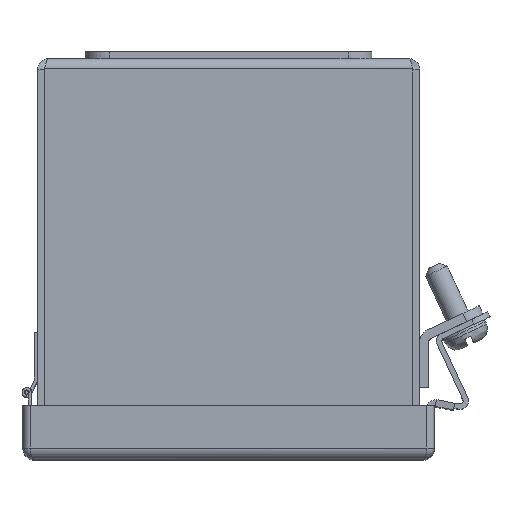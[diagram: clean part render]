
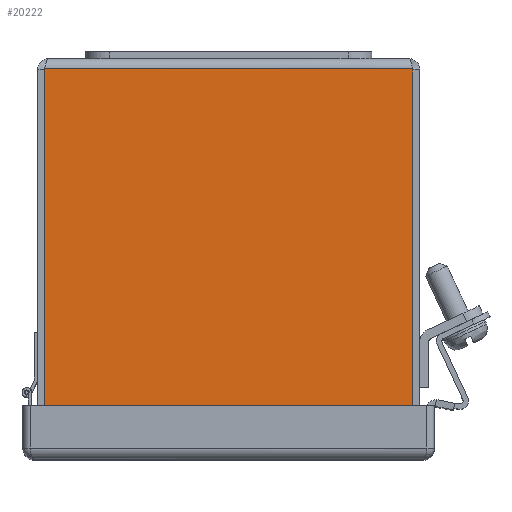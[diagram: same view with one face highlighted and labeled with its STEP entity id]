
A CAD part, top view. The second image highlights one B-rep face of the part: STEP entity #20222.
In plain terms, the highlighted planar face has unit normal (0, 0, 1).
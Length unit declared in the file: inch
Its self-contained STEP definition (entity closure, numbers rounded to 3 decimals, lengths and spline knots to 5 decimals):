
#251 = EDGE_LOOP ( 'NONE', ( #6977, #21355, #1310, #17252, #4803, #21831 ) ) ;
#449 = VECTOR ( 'NONE', #1691, 39.37008 ) ;
#683 = VERTEX_POINT ( 'NONE', #15151 ) ;
#1310 = ORIENTED_EDGE ( 'NONE', *, *, #20069, .F. ) ;
#1691 = DIRECTION ( 'NONE',  ( 0., -1., 0. ) ) ;
#2976 = EDGE_CURVE ( 'NONE', #22953, #18890, #22580, .T. ) ;
#3657 = VECTOR ( 'NONE', #12882, 39.37008 ) ;
#4803 = ORIENTED_EDGE ( 'NONE', *, *, #16794, .F. ) ;
#4808 = DIRECTION ( 'NONE',  ( 0., 0., -1. ) ) ;
#5582 = EDGE_CURVE ( 'NONE', #11221, #9666, #9976, .T. ) ;
#5627 = VECTOR ( 'NONE', #13808, 39.37008 ) ;
#5760 = EDGE_CURVE ( 'NONE', #18890, #683, #7984, .T. ) ;
#6549 = DIRECTION ( 'NONE',  ( 0., 0., -1. ) ) ;
#6578 = DIRECTION ( 'NONE',  ( 0., 0., -1. ) ) ;
#6977 = ORIENTED_EDGE ( 'NONE', *, *, #5760, .F. ) ;
#7984 = CIRCLE ( 'NONE', #19736, 0.25 ) ;
#8382 = VECTOR ( 'NONE', #10547, 39.37008 ) ;
#8858 = CARTESIAN_POINT ( 'NONE',  ( -1.91588, -3.892, 3. ) ) ;
#9666 = VERTEX_POINT ( 'NONE', #20677 ) ;
#9976 = LINE ( 'NONE', #21738, #449 ) ;
#10547 = DIRECTION ( 'NONE',  ( -1., 0., 0. ) ) ;
#11221 = VERTEX_POINT ( 'NONE', #15929 ) ;
#11511 = FACE_OUTER_BOUND ( 'NONE', #251, .T. ) ;
#11647 = VERTEX_POINT ( 'NONE', #8858 ) ;
#11653 = DIRECTION ( 'NONE',  ( 0., 1., 0. ) ) ;
#11763 = DIRECTION ( 'NONE',  ( -1., 0., 0. ) ) ;
#12882 = DIRECTION ( 'NONE',  ( 0., -1., 0. ) ) ;
#12889 = CIRCLE ( 'NONE', #21833, 0.25 ) ;
#13808 = DIRECTION ( 'NONE',  ( 1., 0., 0. ) ) ;
#14815 = CARTESIAN_POINT ( 'NONE',  ( 1.67789, -3.81545, 3. ) ) ;
#15151 = CARTESIAN_POINT ( 'NONE',  ( 1.91588, -3.892, 3. ) ) ;
#15292 = CARTESIAN_POINT ( 'NONE',  ( 13.406, 0., 3. ) ) ;
#15444 = DIRECTION ( 'NONE',  ( -1., 0., 0. ) ) ;
#15635 = CARTESIAN_POINT ( 'NONE',  ( -1.67789, -3.81545, 3. ) ) ;
#15918 = AXIS2_PLACEMENT_3D ( 'NONE', #15292, #6578, #15444 ) ;
#15929 = CARTESIAN_POINT ( 'NONE',  ( -1.92789, -0.108, 3. ) ) ;
#16686 = PLANE ( 'NONE',  #15918 ) ;
#16794 = EDGE_CURVE ( 'NONE', #11647, #9666, #12889, .T. ) ;
#16802 = CARTESIAN_POINT ( 'NONE',  ( 1.92789, 0., 3. ) ) ;
#16894 = LINE ( 'NONE', #21221, #5627 ) ;
#17252 = ORIENTED_EDGE ( 'NONE', *, *, #5582, .T. ) ;
#17833 = CARTESIAN_POINT ( 'NONE',  ( 13.406, -3.892, 3. ) ) ;
#18041 = CARTESIAN_POINT ( 'NONE',  ( 1.92789, -3.81545, 3. ) ) ;
#18890 = VERTEX_POINT ( 'NONE', #18041 ) ;
#19736 = AXIS2_PLACEMENT_3D ( 'NONE', #14815, #6549, #11653 ) ;
#19999 = CARTESIAN_POINT ( 'NONE',  ( 1.92789, -0.108, 3. ) ) ;
#20069 = EDGE_CURVE ( 'NONE', #11221, #22953, #16894, .T. ) ;
#20222 = ADVANCED_FACE ( 'NONE', ( #11511 ), #16686, .F. ) ;
#20677 = CARTESIAN_POINT ( 'NONE',  ( -1.92789, -3.81545, 3. ) ) ;
#20828 = LINE ( 'NONE', #17833, #8382 ) ;
#21221 = CARTESIAN_POINT ( 'NONE',  ( -1.892, -0.108, 3. ) ) ;
#21355 = ORIENTED_EDGE ( 'NONE', *, *, #2976, .F. ) ;
#21572 = EDGE_CURVE ( 'NONE', #683, #11647, #20828, .T. ) ;
#21738 = CARTESIAN_POINT ( 'NONE',  ( -1.92789, -0.108, 3. ) ) ;
#21831 = ORIENTED_EDGE ( 'NONE', *, *, #21572, .F. ) ;
#21833 = AXIS2_PLACEMENT_3D ( 'NONE', #15635, #4808, #11763 ) ;
#22580 = LINE ( 'NONE', #16802, #3657 ) ;
#22953 = VERTEX_POINT ( 'NONE', #19999 ) ;
